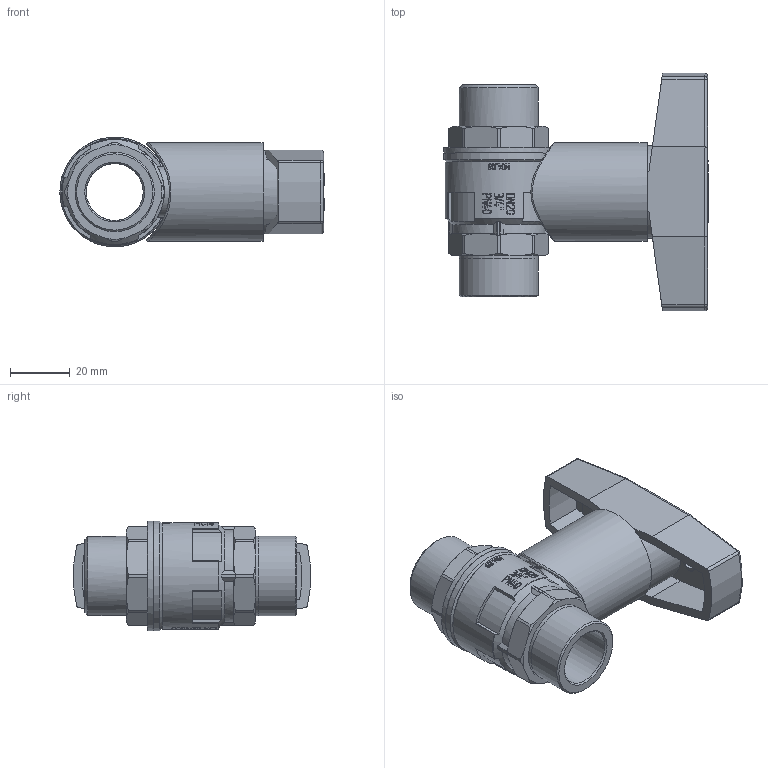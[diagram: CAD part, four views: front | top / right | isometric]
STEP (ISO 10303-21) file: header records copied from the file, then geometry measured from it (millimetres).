
FILE_DESCRIPTION(/* description */ ('Unknown'),/* implementation_level */ '2;1');
FILE_NAME(/* name */ '687-05',/* time_stamp */ '2022-06-15T12:12:02+02:00',/* author */ ('Unknown'),/* organization */ ('Unknown'),/* preprocessor_version */ 'ST-DEVELOPER v16.7',/* originating_system */ 'Solid Edge',/* authorisation */ 'Unknown');
FILE_SCHEMA (('AUTOMOTIVE_DESIGN {1 0 10303 214 3 1 1}'));
Length unit declared in the file: millimetre
Products named in the file (15): 687-3_4; 620-3_4-Kugel; 626-3_4-Kugeldichtung; 626-3_4-Körper; 626-3_4-Einschraubteil; 626-3_4-Spindel-co; 626-3_4-O-Ring; 626-3_4-Spindel; 626-3_4-Spindeldichtung; 626-3_4-Stopfbuchse; Isolierhülse_3_4; T-Griff 3_8-3_4; Abdeckkappe-3_8-1_1_2; Neu-T-Griff-Al-3_8-3_4-a; Befestigungsschraube-1_2-3_4
Assembly tree (15 placements, depth 3):
  687-3_4
    620-3_4-Kugel
    626-3_4-Kugeldichtung  x2
    626-3_4-Körper
    626-3_4-Einschraubteil
    626-3_4-Spindel-co
      626-3_4-O-Ring
      626-3_4-Spindel
      626-3_4-Spindeldichtung
      626-3_4-Stopfbuchse
    Isolierhülse_3_4
    T-Griff 3_8-3_4
      Abdeckkappe-3_8-1_1_2
      Neu-T-Griff-Al-3_8-3_4-a
      Befestigungsschraube-1_2-3_4
Bounding box: 88.21 x 79.22 x 36.6 mm (x, y, z)
Volume: 73357.7 mm3; surface area: 50296.5 mm2
Topology: 13 solids, 13 shells, 1148 faces, 3056 edges, 2014 vertices
Faces by surface type: plane 790, cylinder 144, bspline 131, cone 66, torus 10, sphere 7
Full cylindrical faces by diameter (mm): 1.5 x1, 3.4 x2, 5.4 x4, 6.6 x1, 8 x1, 8.9 x2, 9.1 x2, 9.3 x1, 10.5 x1, 12 x2, 12.3 x1, 12.376 x2, 14 x2, 16 x1, 17 x1, 18.1 x1, 19 x6, 25 x1, 26 x4, 26.441 x3, 26.5 x2, 28.5 x1, 29.5 x1, 30.376 x2, 32 x1, 33 x1, 35.6 x1, 36.6 x2
Entity records: 46337 total; most frequent: CARTESIAN_POINT 16457, ORIENTED_EDGE 5820, DIRECTION 4398, EDGE_CURVE 2910, VERTEX_POINT 1973, LINE 1566, VECTOR 1566, AXIS2_PLACEMENT_3D 1416
